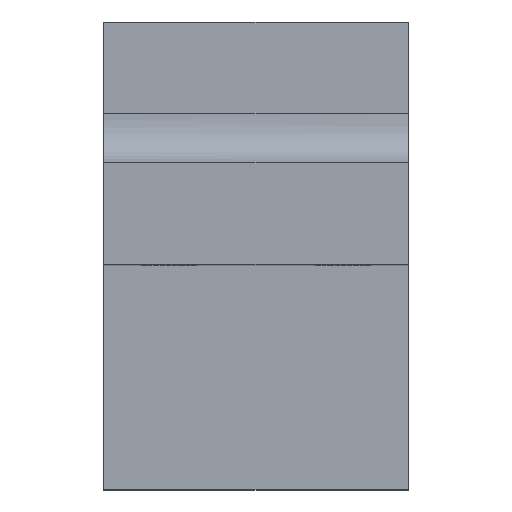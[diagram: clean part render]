
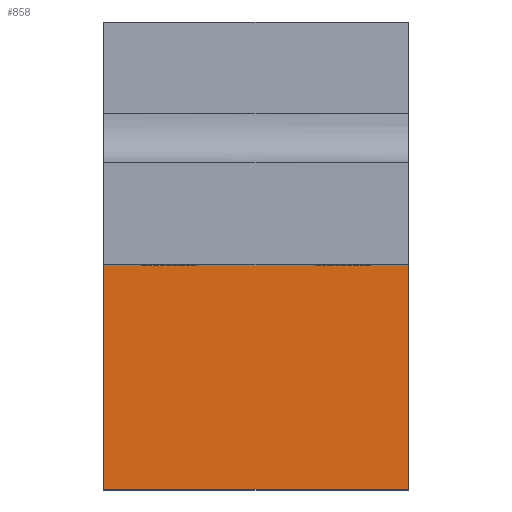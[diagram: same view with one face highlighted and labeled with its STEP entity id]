
A CAD part, top view. The second image highlights one B-rep face of the part: STEP entity #858.
In plain terms, the highlighted planar face has unit normal (0, 0, 1).
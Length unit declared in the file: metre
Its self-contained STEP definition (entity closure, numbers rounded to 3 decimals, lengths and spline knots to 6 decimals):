
#55=LINE('',#1253,#109);
#74=LINE('',#1324,#128);
#78=LINE('',#1346,#132);
#86=LINE('',#1379,#140);
#109=VECTOR('',#1017,1.);
#128=VECTOR('',#1064,1.);
#132=VECTOR('',#1084,1.);
#140=VECTOR('',#1102,1.);
#236=ORIENTED_EDGE('',*,*,#427,.T.);
#237=ORIENTED_EDGE('',*,*,#403,.T.);
#238=ORIENTED_EDGE('',*,*,#372,.F.);
#239=ORIENTED_EDGE('',*,*,#414,.F.);
#372=EDGE_CURVE('',#476,#477,#55,.T.);
#403=EDGE_CURVE('',#504,#477,#74,.T.);
#414=EDGE_CURVE('',#513,#476,#78,.T.);
#427=EDGE_CURVE('',#513,#504,#86,.T.);
#476=VERTEX_POINT('',#1252);
#477=VERTEX_POINT('',#1254);
#504=VERTEX_POINT('',#1325);
#513=VERTEX_POINT('',#1345);
#624=EDGE_LOOP('',(#236,#237,#238,#239));
#738=FACE_BOUND('',#624,.T.);
#830=PLANE('',#949);
#858=ADVANCED_FACE('',(#738),#830,.F.);
#949=AXIS2_PLACEMENT_3D('',#1383,#1106,#1107);
#1017=DIRECTION('',(0.,1.,0.));
#1064=DIRECTION('',(-1.,0.,0.));
#1084=DIRECTION('',(-1.,0.,0.));
#1102=DIRECTION('',(0.,1.,0.));
#1106=DIRECTION('',(0.,0.,-1.));
#1107=DIRECTION('',(-1.,0.,0.));
#1252=CARTESIAN_POINT('',(-0.015,-0.046,0.018375));
#1253=CARTESIAN_POINT('',(-0.015,-0.046,0.018375));
#1254=CARTESIAN_POINT('',(-0.015,-0.024,0.018375));
#1324=CARTESIAN_POINT('',(0.,-0.024,0.018375));
#1325=CARTESIAN_POINT('',(0.015,-0.024,0.018375));
#1345=CARTESIAN_POINT('',(0.015,-0.046,0.018375));
#1346=CARTESIAN_POINT('',(0.,-0.046,0.018375));
#1379=CARTESIAN_POINT('',(0.015,-0.046,0.018375));
#1383=CARTESIAN_POINT('',(0.,-0.046,0.018375));
